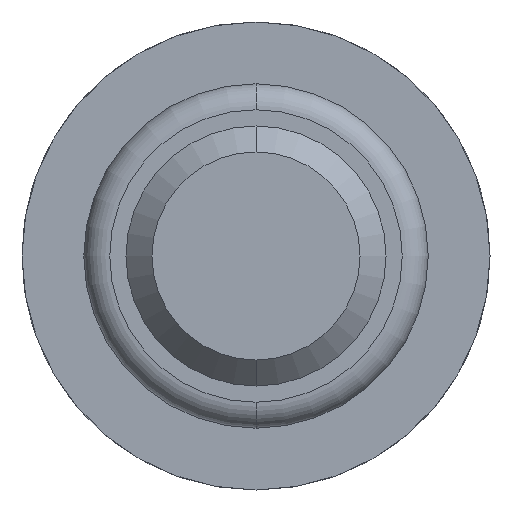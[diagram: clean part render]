
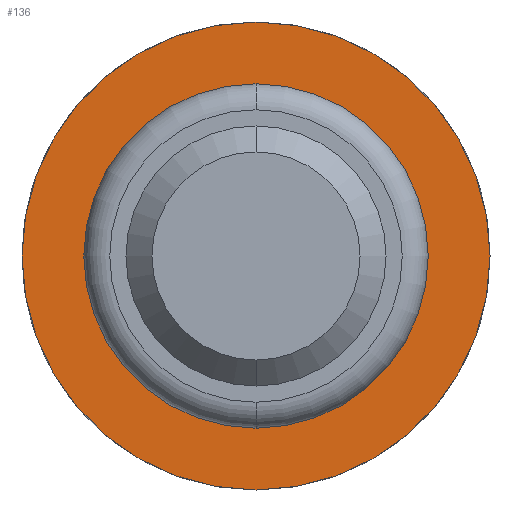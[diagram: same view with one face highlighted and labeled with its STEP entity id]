
A CAD part, front view. The second image highlights one B-rep face of the part: STEP entity #136.
In plain terms, the highlighted planar face has unit normal (0, -1, 0).
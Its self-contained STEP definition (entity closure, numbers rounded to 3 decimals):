
#136 = ADVANCED_FACE ( 'Defeature ausgef�hrt4_13', ( #1824, #519 ), #619, .F. ) ;
#144 = DIRECTION ( 'NONE',  ( 0., 0., 1. ) ) ;
#329 = CARTESIAN_POINT ( 'NONE',  ( 0., -1.8, 0. ) ) ;
#398 = ORIENTED_EDGE ( 'NONE', *, *, #4164, .T. ) ;
#441 = VERTEX_POINT ( 'NONE', #4326 ) ;
#519 = FACE_BOUND ( 'NONE', #1405, .T. ) ;
#563 = CIRCLE ( 'NONE', #1376, 1.8 ) ;
#601 = CARTESIAN_POINT ( 'NONE',  ( 0., -1.8, 1.325 ) ) ;
#619 = PLANE ( 'NONE',  #900 ) ;
#737 = CARTESIAN_POINT ( 'NONE',  ( 0., -1.8, -1.8 ) ) ;
#900 = AXIS2_PLACEMENT_3D ( 'NONE', #2697, #2319, #4080 ) ;
#1065 = DIRECTION ( 'NONE',  ( 0., 1., 0. ) ) ;
#1151 = CIRCLE ( 'NONE', #4149, 1.325 ) ;
#1196 = ORIENTED_EDGE ( 'NONE', *, *, #3417, .T. ) ;
#1257 = EDGE_LOOP ( 'NONE', ( #4043, #3061 ) ) ;
#1376 = AXIS2_PLACEMENT_3D ( 'NONE', #3168, #1065, #3886 ) ;
#1405 = EDGE_LOOP ( 'NONE', ( #1196, #398 ) ) ;
#1824 = FACE_OUTER_BOUND ( 'NONE', #1257, .T. ) ;
#1844 = DIRECTION ( 'NONE',  ( 0., 1., 0. ) ) ;
#1982 = VERTEX_POINT ( 'NONE', #601 ) ;
#2060 = DIRECTION ( 'NONE',  ( 0., 0., 1. ) ) ;
#2148 = EDGE_CURVE ( 'Defeature ausgef�hrt4_12+Defeature ausgef�hrt4_13+Defeature ausgef�hrt4_13+Defeature ausgef�hrt4_13', #3751, #441, #563, .T. ) ;
#2319 = DIRECTION ( 'NONE',  ( 0., 1., 0. ) ) ;
#2398 = DIRECTION ( 'NONE',  ( 0., 1., 0. ) ) ;
#2573 = CARTESIAN_POINT ( 'NONE',  ( 0., -1.8, 0. ) ) ;
#2697 = CARTESIAN_POINT ( 'NONE',  ( 1.8, -1.8, 0. ) ) ;
#2873 = AXIS2_PLACEMENT_3D ( 'NONE', #329, #4173, #2060 ) ;
#3061 = ORIENTED_EDGE ( 'NONE', *, *, #2148, .F. ) ;
#3072 = DIRECTION ( 'NONE',  ( 0., 0., 1. ) ) ;
#3168 = CARTESIAN_POINT ( 'NONE',  ( 0., -1.8, 0. ) ) ;
#3417 = EDGE_CURVE ( 'Defeature ausgef�hrt4_13+Defeature ausgef�hrt4_14+Defeature ausgef�hrt4_14+Defeature ausgef�hrt4_14', #1982, #3477, #1151, .T. ) ;
#3477 = VERTEX_POINT ( 'NONE', #4008 ) ;
#3751 = VERTEX_POINT ( 'NONE', #737 ) ;
#3886 = DIRECTION ( 'NONE',  ( 0., 0., 1. ) ) ;
#4008 = CARTESIAN_POINT ( 'NONE',  ( 0., -1.8, -1.325 ) ) ;
#4043 = ORIENTED_EDGE ( 'NONE', *, *, #4165, .F. ) ;
#4052 = AXIS2_PLACEMENT_3D ( 'NONE', #4537, #2398, #3072 ) ;
#4080 = DIRECTION ( 'NONE',  ( 0., 0., 1. ) ) ;
#4149 = AXIS2_PLACEMENT_3D ( 'NONE', #2573, #1844, #144 ) ;
#4152 = CIRCLE ( 'NONE', #4052, 1.325 ) ;
#4164 = EDGE_CURVE ( 'Defeature ausgef�hrt4_13+Defeature ausgef�hrt4_14+Defeature ausgef�hrt4_14+Defeature ausgef�hrt4_14', #3477, #1982, #4152, .T. ) ;
#4165 = EDGE_CURVE ( 'Defeature ausgef�hrt4_12+Defeature ausgef�hrt4_13+Defeature ausgef�hrt4_13+Defeature ausgef�hrt4_13', #441, #3751, #4490, .T. ) ;
#4173 = DIRECTION ( 'NONE',  ( 0., 1., 0. ) ) ;
#4326 = CARTESIAN_POINT ( 'NONE',  ( 0., -1.8, 1.8 ) ) ;
#4490 = CIRCLE ( 'NONE', #2873, 1.8 ) ;
#4537 = CARTESIAN_POINT ( 'NONE',  ( 0., -1.8, 0. ) ) ;
